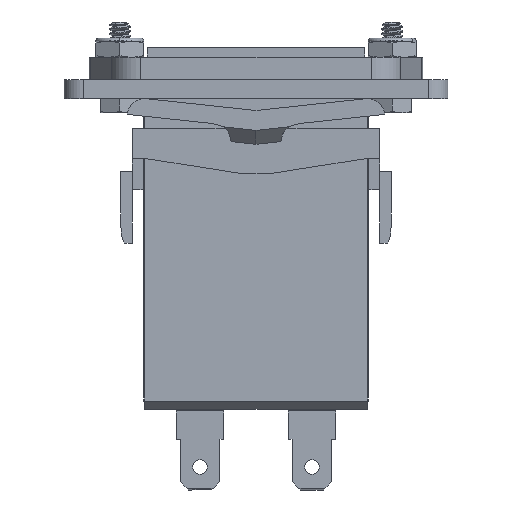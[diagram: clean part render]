
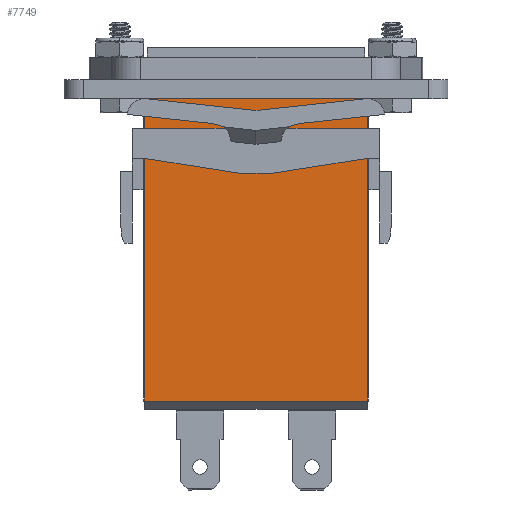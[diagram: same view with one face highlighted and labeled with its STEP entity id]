
A CAD part, front view. The second image highlights one B-rep face of the part: STEP entity #7749.
In plain terms, the highlighted planar face has unit normal (0, -1, 0).
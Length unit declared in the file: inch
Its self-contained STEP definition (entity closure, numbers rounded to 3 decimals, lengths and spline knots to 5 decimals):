
#254 = LINE ( 'NONE', #12266, #10158 ) ;
#1002 = ORIENTED_EDGE ( 'NONE', *, *, #10070, .T. ) ;
#1245 = DIRECTION ( 'NONE',  ( 0., 0., 1. ) ) ;
#1274 = EDGE_CURVE ( 'NONE', #14618, #3660, #13941, .T. ) ;
#1333 = PLANE ( 'NONE',  #4181 ) ;
#1415 = LINE ( 'NONE', #12132, #12632 ) ;
#1481 = VERTEX_POINT ( 'NONE', #5306 ) ;
#1541 = CARTESIAN_POINT ( 'NONE',  ( 1.439, -0.0025, -0.145 ) ) ;
#2710 = CARTESIAN_POINT ( 'NONE',  ( 0., -0.0025, -2.295 ) ) ;
#3660 = VERTEX_POINT ( 'NONE', #1541 ) ;
#4181 = AXIS2_PLACEMENT_3D ( 'NONE', #2710, #11882, #1245 ) ;
#4342 = VECTOR ( 'NONE', #11343, 39.37008 ) ;
#5306 = CARTESIAN_POINT ( 'NONE',  ( -0.019, -0.0025, -0.145 ) ) ;
#5583 = EDGE_LOOP ( 'NONE', ( #9845, #6799, #17068, #1002 ) ) ;
#5659 = DIRECTION ( 'NONE',  ( -1., 0., 0. ) ) ;
#6467 = EDGE_CURVE ( 'NONE', #3660, #1481, #1415, .T. ) ;
#6799 = ORIENTED_EDGE ( 'NONE', *, *, #1274, .T. ) ;
#7471 = DIRECTION ( 'NONE',  ( 0., 0., 1. ) ) ;
#7749 = ADVANCED_FACE ( 'NONE', ( #9123 ), #1333, .F. ) ;
#8445 = VECTOR ( 'NONE', #7471, 39.37008 ) ;
#9123 = FACE_OUTER_BOUND ( 'NONE', #5583, .T. ) ;
#9779 = EDGE_CURVE ( 'NONE', #14911, #14618, #14101, .T. ) ;
#9845 = ORIENTED_EDGE ( 'NONE', *, *, #9779, .T. ) ;
#10070 = EDGE_CURVE ( 'NONE', #1481, #14911, #254, .T. ) ;
#10158 = VECTOR ( 'NONE', #16184, 39.37008 ) ;
#11257 = CARTESIAN_POINT ( 'NONE',  ( 1.44, -0.0025, -2.24 ) ) ;
#11343 = DIRECTION ( 'NONE',  ( 1., 0., 0. ) ) ;
#11882 = DIRECTION ( 'NONE',  ( 0., 1., 0. ) ) ;
#12132 = CARTESIAN_POINT ( 'NONE',  ( 0., -0.0025, -0.145 ) ) ;
#12266 = CARTESIAN_POINT ( 'NONE',  ( -0.019, -0.0025, -2.24 ) ) ;
#12531 = CARTESIAN_POINT ( 'NONE',  ( 1.439, -0.0025, -2.24 ) ) ;
#12632 = VECTOR ( 'NONE', #5659, 39.37008 ) ;
#13941 = LINE ( 'NONE', #14293, #8445 ) ;
#14101 = LINE ( 'NONE', #11257, #4342 ) ;
#14293 = CARTESIAN_POINT ( 'NONE',  ( 1.439, -0.0025, -2.295 ) ) ;
#14496 = CARTESIAN_POINT ( 'NONE',  ( -0.019, -0.0025, -2.24 ) ) ;
#14618 = VERTEX_POINT ( 'NONE', #12531 ) ;
#14911 = VERTEX_POINT ( 'NONE', #14496 ) ;
#16184 = DIRECTION ( 'NONE',  ( 0., 0., -1. ) ) ;
#17068 = ORIENTED_EDGE ( 'NONE', *, *, #6467, .T. ) ;
